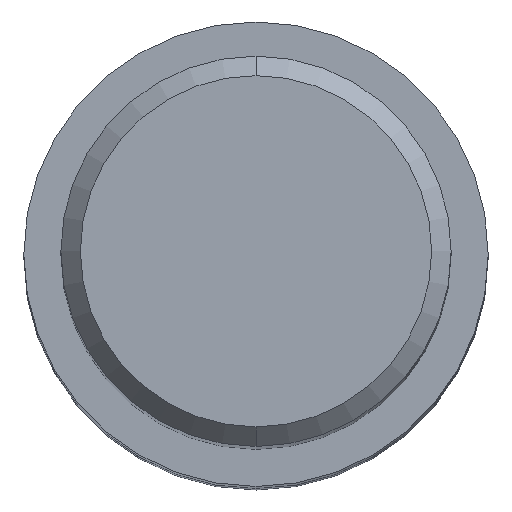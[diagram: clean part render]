
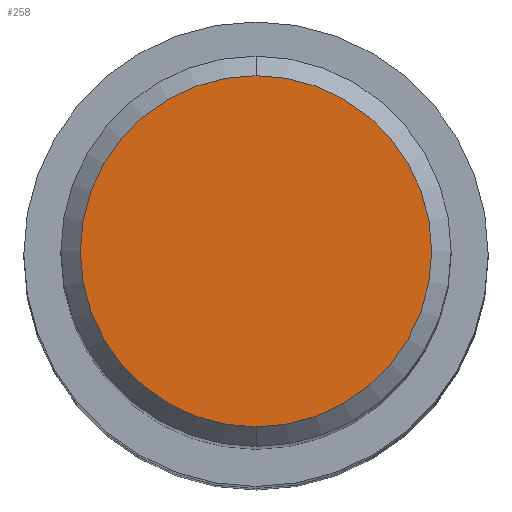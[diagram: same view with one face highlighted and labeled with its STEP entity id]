
A CAD part, top view. The second image highlights one B-rep face of the part: STEP entity #258.
In plain terms, the highlighted planar face has unit normal (0, 0, 1).
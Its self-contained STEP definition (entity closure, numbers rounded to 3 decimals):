
#176=VERTEX_POINT('',#469);
#254=EDGE_CURVE('',#312,#176,#556,.T.);
#258=ADVANCED_FACE('',(#560),#561,.T.);
#300=EDGE_CURVE('',#176,#312,#608,.T.);
#312=VERTEX_POINT('',#620);
#469=CARTESIAN_POINT('',(0.0,4.5,0.0));
#556=CIRCLE('',#935,4.5);
#560=FACE_OUTER_BOUND('',#941,.T.);
#561=PLANE('',#942);
#608=CIRCLE('',#1043,4.5);
#620=CARTESIAN_POINT('',(0.,-4.5,0.0));
#935=AXIS2_PLACEMENT_3D('',#1518,#1519,#1520);
#941=EDGE_LOOP('',(#1523,#1524));
#942=AXIS2_PLACEMENT_3D('',#1525,#1526,#1527);
#1043=AXIS2_PLACEMENT_3D('',#1585,#1586,#1587);
#1518=CARTESIAN_POINT('',(0.0,0.0,0.0));
#1519=DIRECTION('',(0.0,0.0,-1.0));
#1520=DIRECTION('',(0.0,1.0,0.0));
#1523=ORIENTED_EDGE('',*,*,#300,.F.);
#1524=ORIENTED_EDGE('',*,*,#254,.F.);
#1525=CARTESIAN_POINT('',(0.0,2.25,0.0));
#1526=DIRECTION('',(-0.0,0.0,1.0));
#1527=DIRECTION('',(0.0,-1.0,0.0));
#1585=CARTESIAN_POINT('',(0.0,0.0,0.0));
#1586=DIRECTION('',(0.0,0.0,-1.0));
#1587=DIRECTION('',(0.0,1.0,0.0));
